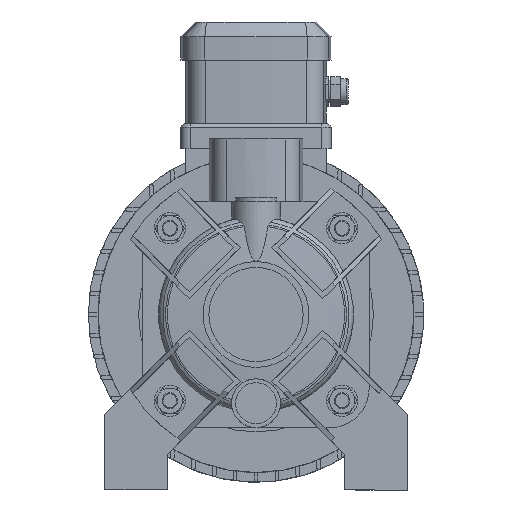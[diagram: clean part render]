
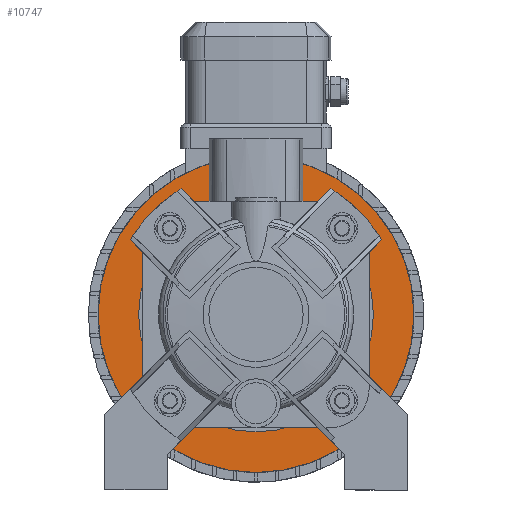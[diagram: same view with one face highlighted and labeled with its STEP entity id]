
A CAD part, left-side view. The second image highlights one B-rep face of the part: STEP entity #10747.
In plain terms, the highlighted planar face has unit normal (-1, 0, 0).
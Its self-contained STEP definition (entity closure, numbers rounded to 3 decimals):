
#2361=PLANE('',#11836);
#2506=FACE_BOUND('',#3718,.T.);
#3017=FACE_OUTER_BOUND('',#3717,.T.);
#3717=EDGE_LOOP('',(#9453));
#3718=EDGE_LOOP('',(#9454));
#4278=CIRCLE('',#11638,81.);
#4317=CIRCLE('',#11835,60.2);
#5150=VERTEX_POINT('',#18288);
#5226=VERTEX_POINT('',#18713);
#6486=EDGE_CURVE('',#5150,#5150,#4278,.T.);
#6677=EDGE_CURVE('',#5226,#5226,#4317,.T.);
#9453=ORIENTED_EDGE('',*,*,#6486,.F.);
#9454=ORIENTED_EDGE('',*,*,#6677,.T.);
#10747=ADVANCED_FACE('',(#3017,#2506),#2361,.T.);
#11638=AXIS2_PLACEMENT_3D('',#18289,#13924,#13925);
#11835=AXIS2_PLACEMENT_3D('',#18714,#14470,#14471);
#11836=AXIS2_PLACEMENT_3D('',#18715,#14472,#14473);
#13924=DIRECTION('center_axis',(1.,0.,0.));
#13925=DIRECTION('ref_axis',(0.,1.,0.));
#14470=DIRECTION('center_axis',(1.,0.,0.));
#14471=DIRECTION('ref_axis',(0.,1.,0.));
#14472=DIRECTION('center_axis',(-1.,0.,0.));
#14473=DIRECTION('ref_axis',(0.,0.,1.));
#18288=CARTESIAN_POINT('',(48.5,81.,90.));
#18289=CARTESIAN_POINT('Origin',(48.5,0.,90.));
#18713=CARTESIAN_POINT('',(48.5,60.2,90.));
#18714=CARTESIAN_POINT('Origin',(48.5,0.,90.));
#18715=CARTESIAN_POINT('Origin',(48.5,70.6,90.));
